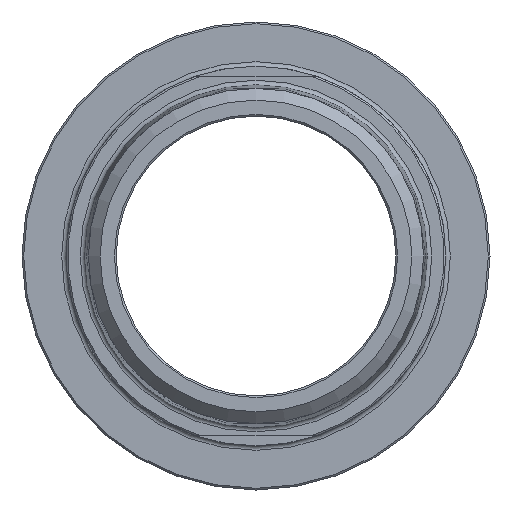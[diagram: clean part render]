
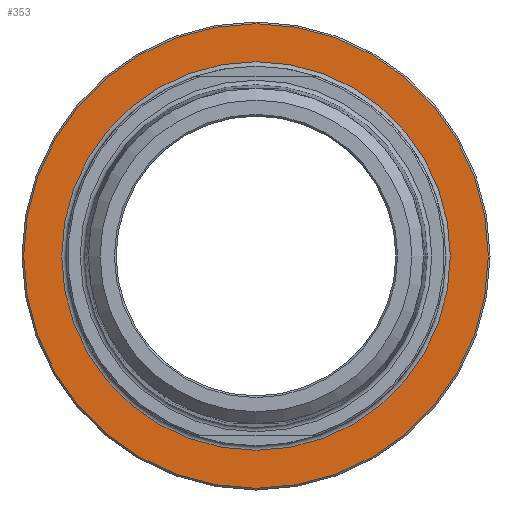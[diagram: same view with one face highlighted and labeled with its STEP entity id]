
A CAD part, left-side view. The second image highlights one B-rep face of the part: STEP entity #353.
In plain terms, the highlighted planar face has unit normal (-1, 0, 0).
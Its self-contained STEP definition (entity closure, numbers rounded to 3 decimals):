
#18=FACE_BOUND('',#71,.T.);
#48=FACE_OUTER_BOUND('',#70,.T.);
#70=EDGE_LOOP('',(#294));
#71=EDGE_LOOP('',(#295));
#134=CIRCLE('',#412,40.7);
#135=CIRCLE('',#414,34.05);
#171=VERTEX_POINT('',#635);
#172=VERTEX_POINT('',#639);
#216=EDGE_CURVE('',#171,#171,#134,.T.);
#217=EDGE_CURVE('',#172,#172,#135,.T.);
#294=ORIENTED_EDGE('',*,*,#216,.F.);
#295=ORIENTED_EDGE('',*,*,#217,.F.);
#338=PLANE('',#413);
#353=ADVANCED_FACE('',(#48,#18),#338,.T.);
#412=AXIS2_PLACEMENT_3D('',#637,#509,#510);
#413=AXIS2_PLACEMENT_3D('',#638,#511,#512);
#414=AXIS2_PLACEMENT_3D('',#640,#513,#514);
#509=DIRECTION('center_axis',(1.,0.,0.));
#510=DIRECTION('ref_axis',(0.,-1.,0.));
#511=DIRECTION('center_axis',(-1.,0.,0.));
#512=DIRECTION('ref_axis',(0.,0.,1.));
#513=DIRECTION('center_axis',(-1.,0.,0.));
#514=DIRECTION('ref_axis',(0.,-1.,0.));
#635=CARTESIAN_POINT('',(-3.,40.7,0.));
#637=CARTESIAN_POINT('Origin',(-3.,0.,0.));
#638=CARTESIAN_POINT('Origin',(-3.,41.,0.));
#639=CARTESIAN_POINT('',(-3.,0.,34.05));
#640=CARTESIAN_POINT('Origin',(-3.,0.,0.));
